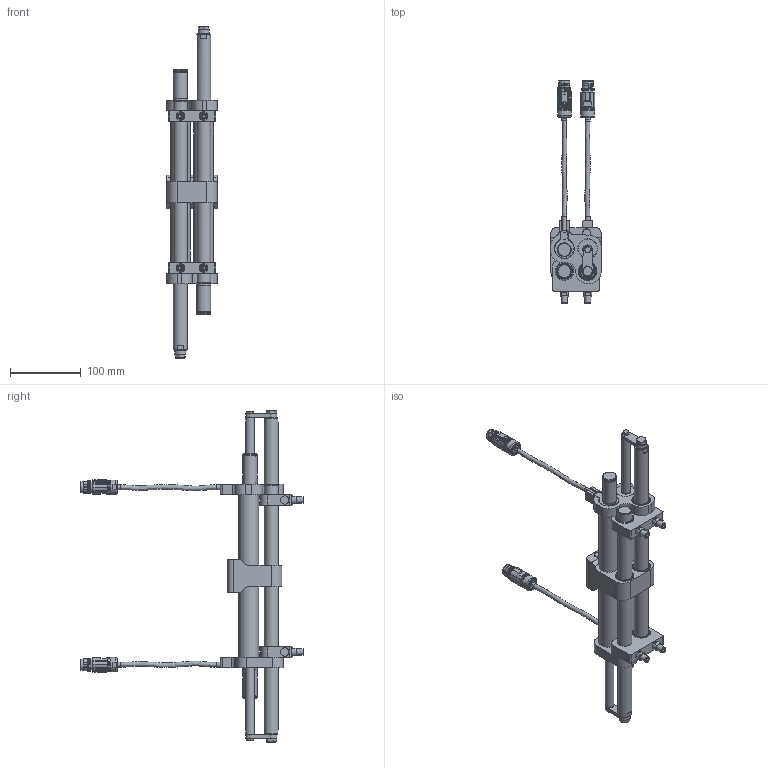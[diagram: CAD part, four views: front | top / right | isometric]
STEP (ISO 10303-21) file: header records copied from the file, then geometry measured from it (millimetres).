
FILE_DESCRIPTION (( 'STEP AP214' ), '1' );
FILE_NAME ('0186-1703_260326_GM01-23x160H-XP-Rn16_170_SSCP.STEP', '2026-03-26T07:45:28', ( '' ), ( '' ), 'SwSTEP 2.0', 'SolidWorks 2026', '' );
FILE_SCHEMA (( 'AUTOMOTIVE_DESIGN' ));
Length unit declared in the file: millimetre
Products named in the file (26): GM01h-23x160H-XP-Rn16-162-SSCP_MAX; GL01-20-16x342-W-SSC-HIS; 0186-2078_PL01-12x303!280-XP-SF-W01-P14_PL01k-EV12-HP-SF_1.4404; PL01-12x264_GM01-23x160H_PL01-12x200!160-HP-W01; GM01k-23-LH-25x30; 0230-0695_A350SM-2023-30; 0230-0887_Gew.-Stift_I-6kt_K-k_M6x14_INOX; 0180-3792_GM01k-23-AGV; GM01k-23-BF-V2; 0180-2108_GM01k-23-VT; 0180-3793_GM01k-23-BAG; 0230-1120_A350SM-2023-15; 0180-2458_GM01k-GA-M6; 0186-2447_PS01-23x160H-HP-SSCP-G06-Rn16; 0230-0616_6kt.-schr._M5x16_INOX; GM01k-23-LH-25x15; GM01h-23-GAK; 0160-4705_GL-A-2022.9-15; 0180-3876_GM02k-23-SchR; 0230-0242_6kt.-schr._M8x20_INOX; 0160-5028_GM02h-23-SchR; 0180-3862_GM01k-23-MLF; 0160-0793_Kugelscheibe_M8 x17x 8.4_INOX; 0180-2111_PL01k-EH20-P4_Ohne bescr; GM01k-23-GA-M6; 0186-1703_260326_GM01-23x160H-XP-Rn16_170_SSCP
Assembly tree (35 placements, depth 4):
  0186-1703_260326_GM01-23x160H-XP-Rn16_170_SSCP
    GM01h-23x160H-XP-Rn16-162-SSCP_MAX
      GM01k-23-BF-V2
      0186-2447_PS01-23x160H-HP-SSCP-G06-Rn16  x2
      0180-3862_GM01k-23-MLF  x2
      0230-0887_Gew.-Stift_I-6kt_K-k_M6x14_INOX  x2
      0160-5028_GM02h-23-SchR  x2
        0180-3876_GM02k-23-SchR
        0180-2111_PL01k-EH20-P4_Ohne bescr
      0230-0695_A350SM-2023-30  x2
      0230-1120_A350SM-2023-15  x2
      GM01k-23-LH-25x15  x2
      GM01k-23-LH-25x30  x2
    PL01-12x264_GM01-23x160H_PL01-12x200!160-HP-W01  x2
      GM01h-23-GAK
        0180-3792_GM01k-23-AGV
        0180-2458_GM01k-GA-M6
        GM01k-23-GA-M6
        0180-3793_GM01k-23-BAG
      0186-2078_PL01-12x303!280-XP-SF-W01-P14_PL01k-EV12-HP-SF_1.4404
      GL01-20-16x342-W-SSC-HIS
      0180-2108_GM01k-23-VT
      0230-0242_6kt.-schr._M8x20_INOX
      0230-0616_6kt.-schr._M5x16_INOX
      0160-0793_Kugelscheibe_M8 x17x 8.4_INOX
      GM01k-23-LH-25x15
      0160-4705_GL-A-2022.9-15
Bounding box: 71 x 314.5 x 469.6 mm (x, y, z)
Volume: 860450.1 mm3; surface area: 312651.5 mm2
Topology: 49 solids, 49 shells, 2142 faces, 4950 edges, 2958 vertices
Faces by surface type: cylinder 638, bspline 508, plane 446, cone 410, torus 116, sphere 24
Full cylindrical faces by diameter (mm): 0.6 x10, 1 x8, 1.1 x10, 1.15 x10, 1.2 x6, 2.1 x8, 2.3 x2, 3.2 x6, 3.754 x2, 4.2 x6, 5 x54, 5.5 x6, 6 x26, 6.3 x2, 6.4 x4, 6.6 x4, 6.7 x2, 6.8 x8, 8 x38, 8.4 x2, 8.5 x4, 9 x6, 12 x14, 13 x4, 13.2 x2, 14.2 x2, 15 x2, 15.54 x2, 16 x2, 17 x2
Entity records: 72857 total; most frequent: CARTESIAN_POINT 50432, ORIENTED_EDGE 4048, DIRECTION 3737, EDGE_CURVE 2024, EDGE_LOOP 1642, AXIS2_PLACEMENT_3D 1621, VERTEX_POINT 1426, FACE_OUTER_BOUND 1316
